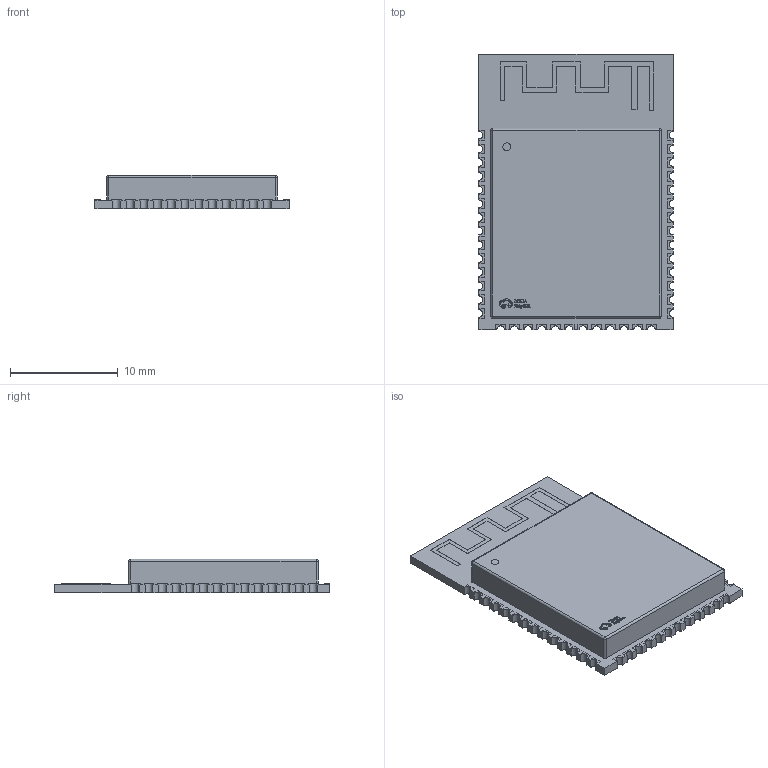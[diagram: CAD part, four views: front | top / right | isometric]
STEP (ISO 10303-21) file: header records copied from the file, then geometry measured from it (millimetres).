
FILE_DESCRIPTION (( 'STEP AP214' ), '1' );
FILE_NAME ('WIFIM-SMD_ESP32-S3-WROOM-1-N8.STEP', '2022-07-27T01:12:59', ( 'PC' ), ( 'Microsoft' ), 'SwSTEP 2.0', 'SolidWorks 2020', '' );
FILE_SCHEMA (( 'AUTOMOTIVE_DESIGN' ));
Length unit declared in the file: millimetre
Products named in the file (1): WIFIM-SMD_ESP32-S3-WROOM-1-N8
Bounding box: 18 x 25.5 x 3.12 mm (x, y, z)
Volume: 1000.6 mm3; surface area: 1136.3 mm2
Topology: 1 solids, 1 shells, 738 faces, 2107 edges, 1398 vertices
Faces by surface type: plane 572, bspline 98, cylinder 64, sphere 4
Entity records: 32350 total; most frequent: CARTESIAN_POINT 5546, ORIENTED_EDGE 4206, DIRECTION 3313, EDGE_CURVE 2103, LINE 1775, VECTOR 1775, VERTEX_POINT 1398, AXIS2_PLACEMENT_3D 769
